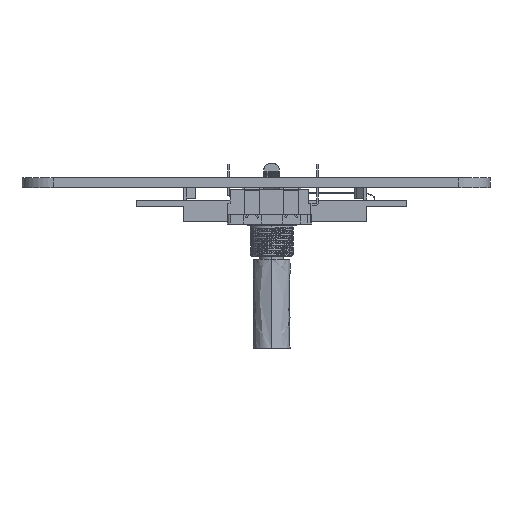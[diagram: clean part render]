
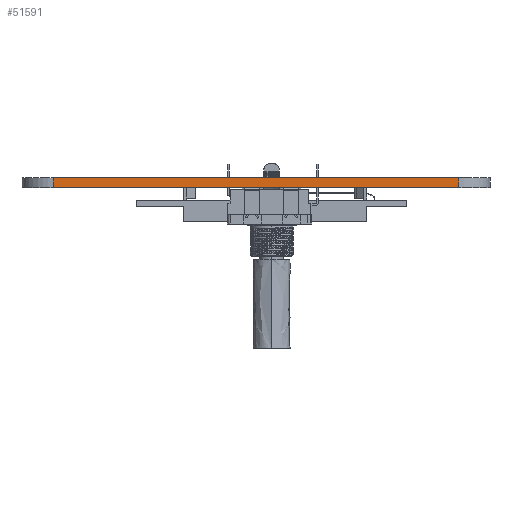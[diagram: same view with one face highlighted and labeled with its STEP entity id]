
A CAD part, left-side view. The second image highlights one B-rep face of the part: STEP entity #51591.
In plain terms, the highlighted planar face has unit normal (-1, 0, 0).
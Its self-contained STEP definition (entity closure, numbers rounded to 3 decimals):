
#44423 = PLANE('',#44424);
#44424 = AXIS2_PLACEMENT_3D('',#44425,#44426,#44427);
#44425 = CARTESIAN_POINT('',(144.145,-99.06,1.6));
#44426 = DIRECTION('',(-0.,-0.,-1.));
#44427 = DIRECTION('',(-1.,0.,0.));
#44451 = CYLINDRICAL_SURFACE('',#44452,5.08);
#44452 = AXIS2_PLACEMENT_3D('',#44453,#44454,#44455);
#44453 = CARTESIAN_POINT('',(57.15,-132.08,0.));
#44454 = DIRECTION('',(-0.,-0.,-1.));
#44455 = DIRECTION('',(1.,0.,-0.));
#44477 = PLANE('',#44478);
#44478 = AXIS2_PLACEMENT_3D('',#44479,#44480,#44481);
#44479 = CARTESIAN_POINT('',(144.145,-99.06,0.));
#44480 = DIRECTION('',(-0.,-0.,-1.));
#44481 = DIRECTION('',(-1.,0.,0.));
#44578 = EDGE_CURVE('',#44579,#44581,#44583,.T.);
#44579 = VERTEX_POINT('',#44580);
#44580 = CARTESIAN_POINT('',(52.07,-132.08,0.));
#44581 = VERTEX_POINT('',#44582);
#44582 = CARTESIAN_POINT('',(52.07,-132.08,1.6));
#44583 = SURFACE_CURVE('',#44584,(#44588,#44595),.PCURVE_S1.);
#44584 = LINE('',#44585,#44586);
#44585 = CARTESIAN_POINT('',(52.07,-132.08,0.));
#44586 = VECTOR('',#44587,1.);
#44587 = DIRECTION('',(0.,0.,1.));
#44588 = PCURVE('',#44451,#44589);
#44589 = DEFINITIONAL_REPRESENTATION('',(#44590),#44594);
#44590 = LINE('',#44591,#44592);
#44591 = CARTESIAN_POINT('',(-3.142,0.));
#44592 = VECTOR('',#44593,1.);
#44593 = DIRECTION('',(-0.,-1.));
#44594 = ( GEOMETRIC_REPRESENTATION_CONTEXT(2) 
PARAMETRIC_REPRESENTATION_CONTEXT() REPRESENTATION_CONTEXT('2D SPACE',''
  ) );
#44595 = PCURVE('',#44596,#44601);
#44596 = PLANE('',#44597);
#44597 = AXIS2_PLACEMENT_3D('',#44598,#44599,#44600);
#44598 = CARTESIAN_POINT('',(52.07,-132.08,0.));
#44599 = DIRECTION('',(-1.,0.,0.));
#44600 = DIRECTION('',(0.,1.,0.));
#44601 = DEFINITIONAL_REPRESENTATION('',(#44602),#44606);
#44602 = LINE('',#44603,#44604);
#44603 = CARTESIAN_POINT('',(0.,0.));
#44604 = VECTOR('',#44605,1.);
#44605 = DIRECTION('',(0.,-1.));
#44606 = ( GEOMETRIC_REPRESENTATION_CONTEXT(2) 
PARAMETRIC_REPRESENTATION_CONTEXT() REPRESENTATION_CONTEXT('2D SPACE',''
  ) );
#44666 = EDGE_CURVE('',#44579,#44667,#44669,.T.);
#44667 = VERTEX_POINT('',#44668);
#44668 = CARTESIAN_POINT('',(52.07,-66.04,0.));
#44669 = SURFACE_CURVE('',#44670,(#44674,#44681),.PCURVE_S1.);
#44670 = LINE('',#44671,#44672);
#44671 = CARTESIAN_POINT('',(52.07,-132.08,0.));
#44672 = VECTOR('',#44673,1.);
#44673 = DIRECTION('',(0.,1.,0.));
#44674 = PCURVE('',#44477,#44675);
#44675 = DEFINITIONAL_REPRESENTATION('',(#44676),#44680);
#44676 = LINE('',#44677,#44678);
#44677 = CARTESIAN_POINT('',(92.075,-33.02));
#44678 = VECTOR('',#44679,1.);
#44679 = DIRECTION('',(0.,1.));
#44680 = ( GEOMETRIC_REPRESENTATION_CONTEXT(2) 
PARAMETRIC_REPRESENTATION_CONTEXT() REPRESENTATION_CONTEXT('2D SPACE',''
  ) );
#44681 = PCURVE('',#44596,#44682);
#44682 = DEFINITIONAL_REPRESENTATION('',(#44683),#44687);
#44683 = LINE('',#44684,#44685);
#44684 = CARTESIAN_POINT('',(0.,0.));
#44685 = VECTOR('',#44686,1.);
#44686 = DIRECTION('',(1.,0.));
#44687 = ( GEOMETRIC_REPRESENTATION_CONTEXT(2) 
PARAMETRIC_REPRESENTATION_CONTEXT() REPRESENTATION_CONTEXT('2D SPACE',''
  ) );
#44710 = CYLINDRICAL_SURFACE('',#44711,5.08);
#44711 = AXIS2_PLACEMENT_3D('',#44712,#44713,#44714);
#44712 = CARTESIAN_POINT('',(57.15,-66.04,0.));
#44713 = DIRECTION('',(-0.,-0.,-1.));
#44714 = DIRECTION('',(1.,0.,-0.));
#48383 = EDGE_CURVE('',#44581,#48384,#48386,.T.);
#48384 = VERTEX_POINT('',#48385);
#48385 = CARTESIAN_POINT('',(52.07,-66.04,1.6));
#48386 = SURFACE_CURVE('',#48387,(#48391,#48398),.PCURVE_S1.);
#48387 = LINE('',#48388,#48389);
#48388 = CARTESIAN_POINT('',(52.07,-132.08,1.6));
#48389 = VECTOR('',#48390,1.);
#48390 = DIRECTION('',(0.,1.,0.));
#48391 = PCURVE('',#44423,#48392);
#48392 = DEFINITIONAL_REPRESENTATION('',(#48393),#48397);
#48393 = LINE('',#48394,#48395);
#48394 = CARTESIAN_POINT('',(92.075,-33.02));
#48395 = VECTOR('',#48396,1.);
#48396 = DIRECTION('',(0.,1.));
#48397 = ( GEOMETRIC_REPRESENTATION_CONTEXT(2) 
PARAMETRIC_REPRESENTATION_CONTEXT() REPRESENTATION_CONTEXT('2D SPACE',''
  ) );
#48398 = PCURVE('',#44596,#48399);
#48399 = DEFINITIONAL_REPRESENTATION('',(#48400),#48404);
#48400 = LINE('',#48401,#48402);
#48401 = CARTESIAN_POINT('',(0.,-1.6));
#48402 = VECTOR('',#48403,1.);
#48403 = DIRECTION('',(1.,0.));
#48404 = ( GEOMETRIC_REPRESENTATION_CONTEXT(2) 
PARAMETRIC_REPRESENTATION_CONTEXT() REPRESENTATION_CONTEXT('2D SPACE',''
  ) );
#51591 = ADVANCED_FACE('',(#51592),#44596,.T.);
#51592 = FACE_BOUND('',#51593,.T.);
#51593 = EDGE_LOOP('',(#51594,#51595,#51596,#51617));
#51594 = ORIENTED_EDGE('',*,*,#44578,.T.);
#51595 = ORIENTED_EDGE('',*,*,#48383,.T.);
#51596 = ORIENTED_EDGE('',*,*,#51597,.F.);
#51597 = EDGE_CURVE('',#44667,#48384,#51598,.T.);
#51598 = SURFACE_CURVE('',#51599,(#51603,#51610),.PCURVE_S1.);
#51599 = LINE('',#51600,#51601);
#51600 = CARTESIAN_POINT('',(52.07,-66.04,0.));
#51601 = VECTOR('',#51602,1.);
#51602 = DIRECTION('',(0.,0.,1.));
#51603 = PCURVE('',#44596,#51604);
#51604 = DEFINITIONAL_REPRESENTATION('',(#51605),#51609);
#51605 = LINE('',#51606,#51607);
#51606 = CARTESIAN_POINT('',(66.04,0.));
#51607 = VECTOR('',#51608,1.);
#51608 = DIRECTION('',(0.,-1.));
#51609 = ( GEOMETRIC_REPRESENTATION_CONTEXT(2) 
PARAMETRIC_REPRESENTATION_CONTEXT() REPRESENTATION_CONTEXT('2D SPACE',''
  ) );
#51610 = PCURVE('',#44710,#51611);
#51611 = DEFINITIONAL_REPRESENTATION('',(#51612),#51616);
#51612 = LINE('',#51613,#51614);
#51613 = CARTESIAN_POINT('',(-3.142,0.));
#51614 = VECTOR('',#51615,1.);
#51615 = DIRECTION('',(-0.,-1.));
#51616 = ( GEOMETRIC_REPRESENTATION_CONTEXT(2) 
PARAMETRIC_REPRESENTATION_CONTEXT() REPRESENTATION_CONTEXT('2D SPACE',''
  ) );
#51617 = ORIENTED_EDGE('',*,*,#44666,.F.);
